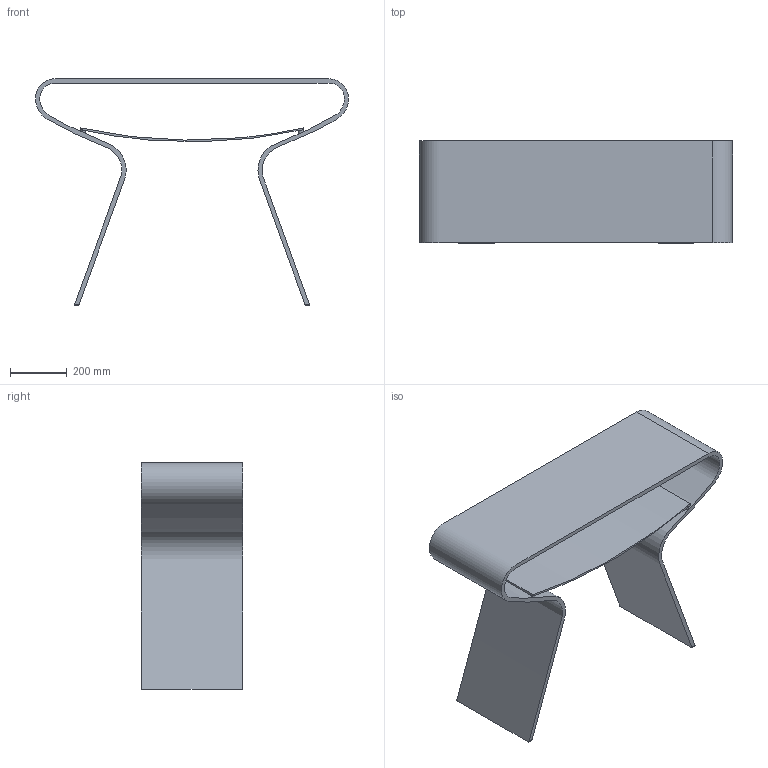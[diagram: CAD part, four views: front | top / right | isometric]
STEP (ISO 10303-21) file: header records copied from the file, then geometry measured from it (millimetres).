
FILE_DESCRIPTION(/* description */ (''),/* implementation_level */ '2;1');
FILE_NAME(/* name */ '1500 - 1501 - Charlotte Consolle con Ripiano',/* time_stamp */ '2010-11-03T08:58:37+01:00',/* author */ (''),/* organization */ (''),/* preprocessor_version */ 'ST-DEVELOPER v10',/* originating_system */ '',/* authorisation */ '');
FILE_SCHEMA (('CONFIG_CONTROL_DESIGN'));
Length unit declared in the file: centimetre
Products named in the file (1): 1
Bounding box: 1105.71 x 360 x 800 mm (x, y, z)
Volume: 37294891.2 mm3; surface area: 2846042.7 mm2
Topology: 6 solids, 6 shells, 37 faces, 75 edges, 50 vertices
Faces by surface type: bspline 21, plane 16
Entity records: 1767 total; most frequent: CARTESIAN_POINT 1182, ORIENTED_EDGE 150, EDGE_CURVE 75, VERTEX_POINT 50, B_SPLINE_CURVE_WITH_KNOTS 41, ADVANCED_FACE 37, FACE_OUTER_BOUND 37, EDGE_LOOP 37
